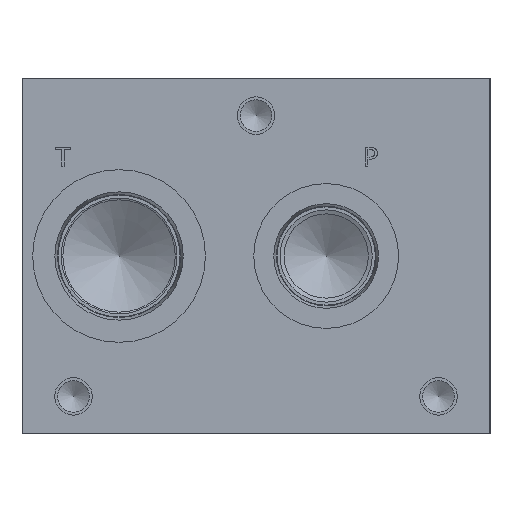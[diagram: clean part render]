
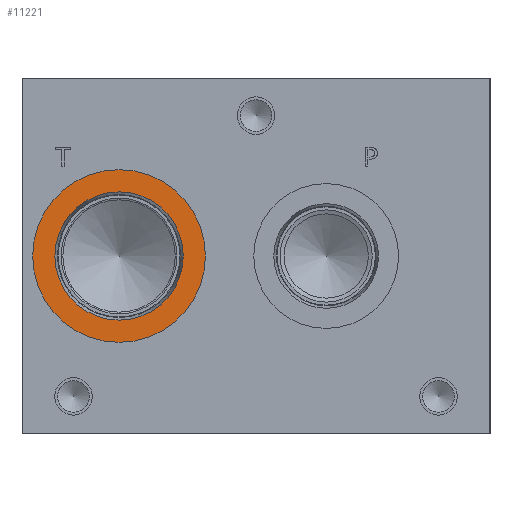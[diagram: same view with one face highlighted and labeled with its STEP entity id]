
A CAD part, left-side view. The second image highlights one B-rep face of the part: STEP entity #11221.
In plain terms, the highlighted planar face has unit normal (-1, 0, 0).
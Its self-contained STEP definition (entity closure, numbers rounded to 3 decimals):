
#251=CIRCLE('',#11819,29.286);
#252=CIRCLE('',#11820,29.286);
#253=CIRCLE('',#11822,21.755);
#254=CIRCLE('',#11823,21.755);
#477=FACE_BOUND('',#1967,.T.);
#1320=FACE_OUTER_BOUND('',#1966,.T.);
#1966=EDGE_LOOP('',(#9451,#9452));
#1967=EDGE_LOOP('',(#9453,#9454));
#5122=VERTEX_POINT('',#18773);
#5123=VERTEX_POINT('',#18775);
#5124=VERTEX_POINT('',#18779);
#5125=VERTEX_POINT('',#18780);
#6620=EDGE_CURVE('',#5122,#5123,#251,.T.);
#6621=EDGE_CURVE('',#5123,#5122,#252,.T.);
#6622=EDGE_CURVE('',#5124,#5125,#253,.T.);
#6623=EDGE_CURVE('',#5125,#5124,#254,.T.);
#9451=ORIENTED_EDGE('',*,*,#6621,.F.);
#9452=ORIENTED_EDGE('',*,*,#6620,.F.);
#9453=ORIENTED_EDGE('',*,*,#6622,.T.);
#9454=ORIENTED_EDGE('',*,*,#6623,.T.);
#10307=PLANE('',#11821);
#11221=ADVANCED_FACE('',(#1320,#477),#10307,.F.);
#11819=AXIS2_PLACEMENT_3D('',#18776,#14028,#14029);
#11820=AXIS2_PLACEMENT_3D('',#18777,#14030,#14031);
#11821=AXIS2_PLACEMENT_3D('',#18778,#14032,#14033);
#11822=AXIS2_PLACEMENT_3D('',#18781,#14034,#14035);
#11823=AXIS2_PLACEMENT_3D('',#18782,#14036,#14037);
#14028=DIRECTION('center_axis',(1.,0.,0.));
#14029=DIRECTION('ref_axis',(0.,0.,-1.));
#14030=DIRECTION('center_axis',(1.,0.,0.));
#14031=DIRECTION('ref_axis',(0.,0.,-1.));
#14032=DIRECTION('center_axis',(1.,0.,0.));
#14033=DIRECTION('ref_axis',(0.,0.,-1.));
#14034=DIRECTION('center_axis',(1.,0.,0.));
#14035=DIRECTION('ref_axis',(0.,0.,-1.));
#14036=DIRECTION('center_axis',(1.,0.,0.));
#14037=DIRECTION('ref_axis',(0.,0.,-1.));
#18773=CARTESIAN_POINT('',(0.787,125.832,31.039));
#18775=CARTESIAN_POINT('',(0.787,125.832,89.611));
#18776=CARTESIAN_POINT('Origin',(0.787,125.832,60.325));
#18777=CARTESIAN_POINT('Origin',(0.787,125.832,60.325));
#18778=CARTESIAN_POINT('Origin',(0.787,125.832,82.08));
#18779=CARTESIAN_POINT('',(0.787,125.832,82.08));
#18780=CARTESIAN_POINT('',(0.787,125.832,38.57));
#18781=CARTESIAN_POINT('Origin',(0.787,125.832,60.325));
#18782=CARTESIAN_POINT('Origin',(0.787,125.832,60.325));
